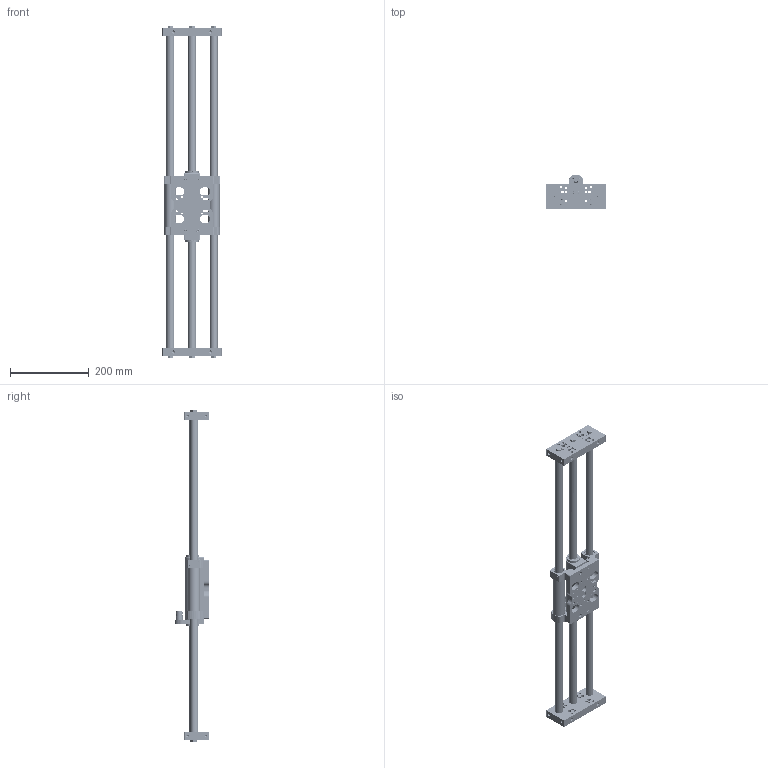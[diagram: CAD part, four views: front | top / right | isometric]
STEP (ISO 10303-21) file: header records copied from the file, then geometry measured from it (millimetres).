
FILE_DESCRIPTION (( 'STEP AP214' ), '1' );
FILE_NAME ('0186-1360_231207_SM02-37-842_610_1CS37Sx120F-HP-R.STEP', '2023-12-07T14:47:07', ( '' ), ( '' ), 'SwSTEP 2.0', 'SolidWorks 2023', '' );
FILE_SCHEMA (( 'AUTOMOTIVE_DESIGN' ));
Length unit declared in the file: millimetre
Products named in the file (25): 0180-1620_SM01k-37S-RT-L; 0160-1944_SL01h-37Sx120-LRT; 0180-1622_SL01k-LR-30x...-SSC_SL01k-LR-30x148-SSC; 0160-3221_Linearkugellager_EXC-20-F-RB; 0180-2026_SM02k-37-EP; 0186-1588_CS37Sx120F-HP-R; 0180-1621_SM01k-37S-RT-R; 0186-1758_SM02-37-842; 0180-2051_PAW01-20-BL-Lf; 0186-1360_231207_SM02-37-842_610_1CS37Sx120F-HP-R; 0186-1067_PS01-37Sx120F-HP-B02-SSCP-R; 0230-0782_Zyl.-Schr._i-6kt_M5x12__INOX.SLDRPT; 0150-4584_SL01-20x803-M8-SSC_SL01-20x803-M8-SSC; 0180-1356_PB01-37Sv-SSC_PB01-37Sv_SSC-40; 0180-1355_PB01-37Sh-SSC_PB01h-37Sh_SSC-40; 0180-2344_SM02k-37-RT-RSK; 0230-0616_6kt.-schr._M5x16_INOX; 0230-0242_6kt.-schr._M8x20_INOX; 0180-2048_SM02k-37-RT-LSK; 0230-0241_6kt.-schr._M8x30_INOX; 0186-1488_PL01-20x810!760-HP-SF-W01_PL01-20x810!760-HP-SF; 0160-0793_Kugelscheibe_M8 x17x 8.4_INOX; 0180-2025_SM02k-37x120-GP1; Stator_PS01-37Sx120F-HP-SSC-B02; 0180-1980_Dichtung_LBBR 20x28x5!19.02
Assembly tree (48 placements, depth 4):
  0186-1360_231207_SM02-37-842_610_1CS37Sx120F-HP-R
    0186-1758_SM02-37-842
      0180-2026_SM02k-37-EP  x2
      0186-1488_PL01-20x810!760-HP-SF-W01_PL01-20x810!760-HP-SF
      0150-4584_SL01-20x803-M8-SSC_SL01-20x803-M8-SSC  x2
      0230-0241_6kt.-schr._M8x30_INOX  x5
      0230-0242_6kt.-schr._M8x20_INOX
      0160-0793_Kugelscheibe_M8 x17x 8.4_INOX  x5
    0186-1588_CS37Sx120F-HP-R
      0180-2025_SM02k-37x120-GP1
      0186-1067_PS01-37Sx120F-HP-B02-SSCP-R
        0180-2051_PAW01-20-BL-Lf  x2
        Stator_PS01-37Sx120F-HP-SSC-B02
        0180-1355_PB01-37Sh-SSC_PB01h-37Sh_SSC-40
        0180-1356_PB01-37Sv-SSC_PB01-37Sv_SSC-40
      0230-0782_Zyl.-Schr._i-6kt_M5x12__INOX.SLDRPT  x4
      0180-2344_SM02k-37-RT-RSK
      0180-1621_SM01k-37S-RT-R
      0180-1620_SM01k-37S-RT-L
      0180-2048_SM02k-37-RT-LSK
      0160-1944_SL01h-37Sx120-LRT  x2
        0180-1622_SL01k-LR-30x...-SSC_SL01k-LR-30x148-SSC
        0160-3221_Linearkugellager_EXC-20-F-RB
        0180-1980_Dichtung_LBBR 20x28x5!19.02
      0230-0616_6kt.-schr._M5x16_INOX  x8
Bounding box: 150 x 88 x 841.64 mm (x, y, z)
Volume: 1629366.7 mm3; surface area: 475313 mm2
Topology: 48 solids, 48 shells, 4255 faces, 10267 edges, 6241 vertices
Faces by surface type: cone 1731, cylinder 1519, plane 910, torus 64, bspline 29, sphere 2
Entity records: 52024 total; most frequent: CARTESIAN_POINT 8892, DIRECTION 8655, ORIENTED_EDGE 7306, EDGE_CURVE 3653, AXIS2_PLACEMENT_3D 3506, VERTEX_POINT 2268, CIRCLE 1917, EDGE_LOOP 1807
